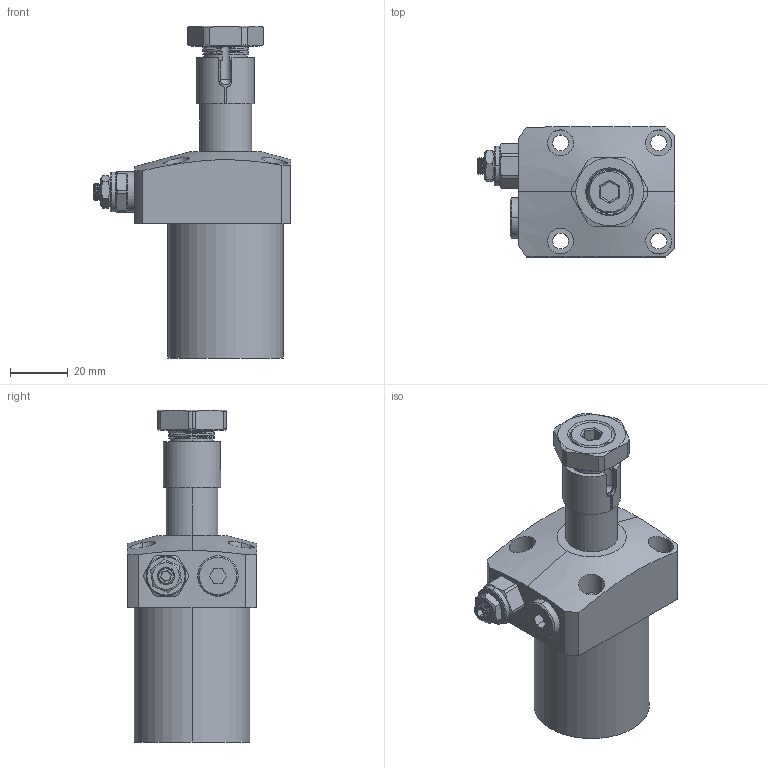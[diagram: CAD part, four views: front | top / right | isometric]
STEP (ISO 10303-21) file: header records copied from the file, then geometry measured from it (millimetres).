
FILE_DESCRIPTION (( 'STEP AP203' ), '1' );
FILE_NAME ('CHA-040SRx90C.STEP', '2019-12-06T07:48:04', ( '' ), ( '' ), 'SwSTEP 2.0', 'SolidWorks 2017', '' );
FILE_SCHEMA (( 'CONFIG_CONTROL_DESIGN' ));
Length unit declared in the file: millimetre
Products named in the file (7): CHA-040S袪杶; CZL10覃厒概; CHA-040掛极; CHA-040SRx90C; CHA-040S活塞杆; G1-8黑芛; CHA-040蹟譫_1
Assembly tree (6 placements, depth 2):
  CHA-040SRx90C
    CHA-040掛极
    CHA-040S活塞杆
    CHA-040S袪杶
    G1-8黑芛
    CZL10覃厒概
    CHA-040蹟譫_1
Bounding box: 68.3 x 45 x 115 mm (x, y, z)
Volume: 113818.5 mm3; surface area: 35742 mm2
Topology: 10 solids, 10 shells, 555 faces, 1489 edges, 967 vertices
Faces by surface type: cylinder 242, plane 125, cone 91, bspline 80, torus 17
Entity records: 37845 total; most frequent: CARTESIAN_POINT 24608, ORIENTED_EDGE 2958, DIRECTION 2267, EDGE_CURVE 1479, VERTEX_POINT 961, AXIS2_PLACEMENT_3D 889, EDGE_LOOP 606, ADVANCED_FACE 555
